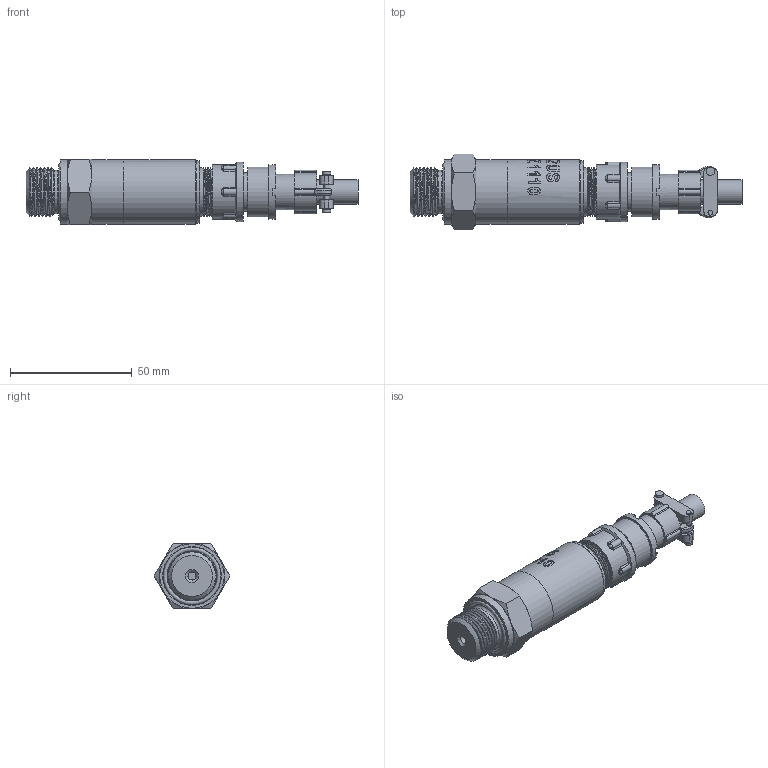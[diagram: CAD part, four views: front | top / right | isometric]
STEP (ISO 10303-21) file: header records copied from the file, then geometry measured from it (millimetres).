
FILE_DESCRIPTION(/* description */ (''),/* implementation_level */ '2;1');
FILE_NAME(/* name */ 'APZ1110_sq_2RMDT.step',/* time_stamp */ '2021-08-03T13:49:43+03:00',/* author */ (''),/* organization */ (''),/* preprocessor_version */ 'ST-DEVELOPER v18.1',/* originating_system */ 'Autodesk Translation Framework v10.9.0.1377',/* authorisation */ '');
FILE_SCHEMA (('AUTOMOTIVE_DESIGN { 1 0 10303 214 3 1 1 }'));
Length unit declared in the file: millimetre
Products named in the file (5): АПЗ 1110 - filled; СТ063.000.083 (стакан 
с вальцем) v2; RMDT male v5; M20x1,5 DIN; RMDT female v7
Assembly tree (4 placements, depth 2):
  АПЗ 1110 - filled
    СТ063.000.083 (стакан 
с вальцем) v2
    RMDT male v5
    M20x1,5 DIN
    RMDT female v7
Bounding box: 136.42 x 31.18 x 27 mm (x, y, z)
Volume: 52002 mm3; surface area: 18991.4 mm2
Topology: 4 solids, 4 shells, 726 faces, 1876 edges, 1225 vertices
Faces by surface type: bspline 331, plane 187, cylinder 161, cone 23, torus 20, sphere 4
Full cylindrical faces by diameter (mm): 1 x4, 2 x20, 3.3 x1, 3.5 x2, 9 x1, 10 x1, 11 x1, 13 x1, 14.5 x1, 15 x1, 15.8 x1, 16 x2, 16.741 x2, 17.8 x1, 17.884 x2, 18 x1, 18.137 x5, 18.741 x8, 19.8 x1, 19.85 x5, 19.884 x9, 20 x1, 20.5 x2, 22.3 x1, 22.5 x2, 23.7 x1, 24.5 x3, 25.5 x1, 26.5 x3
Entity records: 35662 total; most frequent: CARTESIAN_POINT 20004, ORIENTED_EDGE 3744, DIRECTION 2236, EDGE_CURVE 1872, VERTEX_POINT 1226, EDGE_LOOP 808, B_SPLINE_CURVE_WITH_KNOTS 775, AXIS2_PLACEMENT_3D 759
